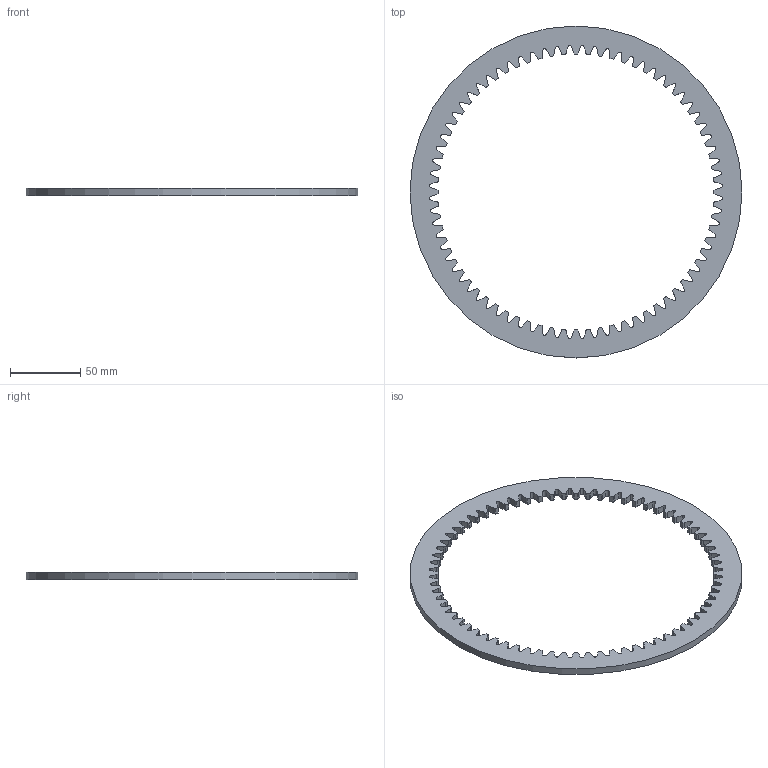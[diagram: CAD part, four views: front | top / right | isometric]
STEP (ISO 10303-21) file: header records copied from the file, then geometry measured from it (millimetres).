
FILE_DESCRIPTION(('FreeCAD Model'),'2;1');
FILE_NAME('Open CASCADE Shape Model','2025-09-26T12:35:24',(''),(''), 'Open CASCADE STEP processor 7.8','FreeCAD','Unknown');
FILE_SCHEMA(('AUTOMOTIVE_DESIGN { 1 0 10303 214 1 1 1 1 }'));
Length unit declared in the file: millimetre
Products named in the file (2): Ring001; Cut
Assembly tree (1 placements, depth 2):
  Ring001
    Cut
Bounding box: 236 x 236 x 5 mm (x, y, z)
Volume: 58803.9 mm3; surface area: 33404.4 mm2
Topology: 1 solids, 1 shells, 435 faces, 1299 edges, 866 vertices
Faces by surface type: extrusion 288, cylinder 145, plane 2
Full cylindrical faces by diameter (mm): 236 x1
Entity records: 16087 total; most frequent: CARTESIAN_POINT 5194, ORIENTED_EDGE 2598, DIRECTION 1599, EDGE_CURVE 1299, VERTEX_POINT 866, B_SPLINE_CURVE_WITH_KNOTS 864, VECTOR 721, AXIS2_PLACEMENT_3D 439
